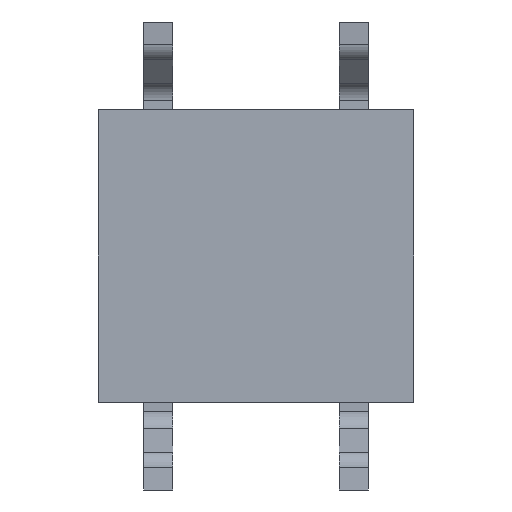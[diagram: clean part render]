
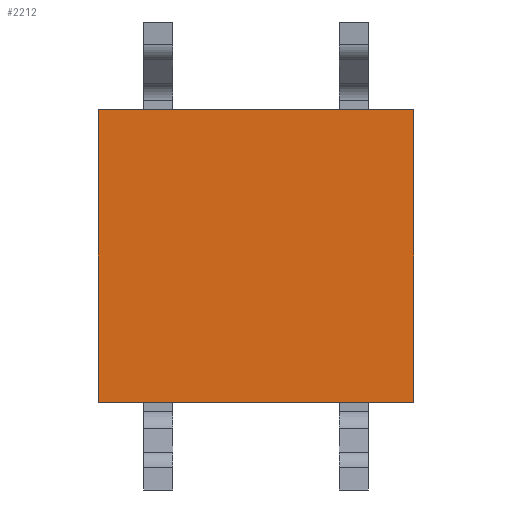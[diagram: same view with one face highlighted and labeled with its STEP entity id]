
A CAD part, front view. The second image highlights one B-rep face of the part: STEP entity #2212.
In plain terms, the highlighted planar face has unit normal (0, -1, 0).
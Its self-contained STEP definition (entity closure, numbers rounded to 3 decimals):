
#53 = VERTEX_POINT ( 'NONE', #409 ) ;
#123 = PLANE ( 'NONE',  #1995 ) ;
#132 = VECTOR ( 'NONE', #2858, 1000. ) ;
#238 = LINE ( 'NONE', #1431, #1956 ) ;
#355 = CARTESIAN_POINT ( 'NONE',  ( -2.05, 0.05, 1.9 ) ) ;
#409 = CARTESIAN_POINT ( 'NONE',  ( 2.05, 0.05, 1.9 ) ) ;
#439 = ORIENTED_EDGE ( 'NONE', *, *, #2247, .T. ) ;
#599 = CARTESIAN_POINT ( 'NONE',  ( -2.05, 0.05, 1.9 ) ) ;
#738 = FACE_OUTER_BOUND ( 'NONE', #1204, .T. ) ;
#817 = DIRECTION ( 'NONE',  ( -1., 0., 0. ) ) ;
#887 = EDGE_CURVE ( 'NONE', #1908, #53, #238, .T. ) ;
#1094 = EDGE_CURVE ( 'NONE', #1201, #1908, #1694, .T. ) ;
#1110 = DIRECTION ( 'NONE',  ( 0., 0., 1. ) ) ;
#1176 = ORIENTED_EDGE ( 'NONE', *, *, #2852, .T. ) ;
#1201 = VERTEX_POINT ( 'NONE', #1440 ) ;
#1204 = EDGE_LOOP ( 'NONE', ( #2716, #439, #1176, #1658 ) ) ;
#1252 = LINE ( 'NONE', #2194, #132 ) ;
#1259 = DIRECTION ( 'NONE',  ( 0., -1., 0. ) ) ;
#1431 = CARTESIAN_POINT ( 'NONE',  ( 2.05, 0.05, 1.9 ) ) ;
#1440 = CARTESIAN_POINT ( 'NONE',  ( -2.05, 0.05, -1.9 ) ) ;
#1620 = VECTOR ( 'NONE', #2076, 1000. ) ;
#1658 = ORIENTED_EDGE ( 'NONE', *, *, #1094, .T. ) ;
#1694 = LINE ( 'NONE', #2303, #1620 ) ;
#1783 = VERTEX_POINT ( 'NONE', #355 ) ;
#1908 = VERTEX_POINT ( 'NONE', #2695 ) ;
#1956 = VECTOR ( 'NONE', #1110, 1000. ) ;
#1995 = AXIS2_PLACEMENT_3D ( 'NONE', #2593, #1259, #2822 ) ;
#2076 = DIRECTION ( 'NONE',  ( 1., 0., 0. ) ) ;
#2194 = CARTESIAN_POINT ( 'NONE',  ( -2.05, 0.05, 1.9 ) ) ;
#2212 = ADVANCED_FACE ( 'NONE', ( #738 ), #123, .T. ) ;
#2247 = EDGE_CURVE ( 'NONE', #53, #1783, #2770, .T. ) ;
#2303 = CARTESIAN_POINT ( 'NONE',  ( -2.05, 0.05, -1.9 ) ) ;
#2392 = VECTOR ( 'NONE', #817, 1000. ) ;
#2593 = CARTESIAN_POINT ( 'NONE',  ( -2.05, 0.05, 1.9 ) ) ;
#2695 = CARTESIAN_POINT ( 'NONE',  ( 2.05, 0.05, -1.9 ) ) ;
#2716 = ORIENTED_EDGE ( 'NONE', *, *, #887, .T. ) ;
#2770 = LINE ( 'NONE', #599, #2392 ) ;
#2822 = DIRECTION ( 'NONE',  ( 0., 0., -1. ) ) ;
#2852 = EDGE_CURVE ( 'NONE', #1783, #1201, #1252, .T. ) ;
#2858 = DIRECTION ( 'NONE',  ( 0., 0., -1. ) ) ;
